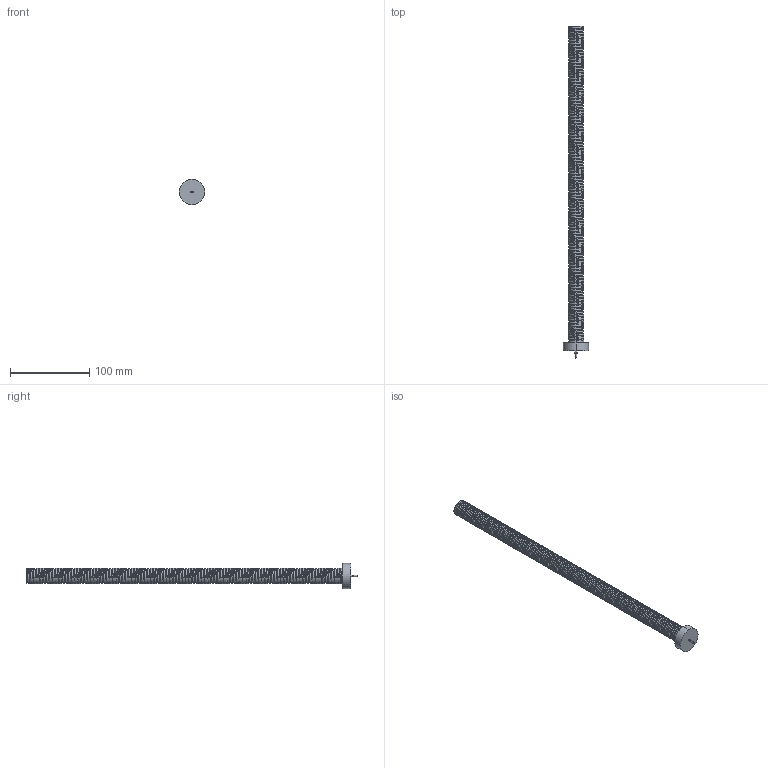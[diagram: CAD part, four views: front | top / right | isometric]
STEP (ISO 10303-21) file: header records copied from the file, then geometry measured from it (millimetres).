
FILE_DESCRIPTION (( 'STEP AP203' ), '1' );
FILE_NAME ('0.4m_screw_Default_sldprt.STEP', '2024-10-13T13:51:14', ( '' ), ( '' ), 'SwSTEP 2.0', 'SolidWorks 2024', '' );
FILE_SCHEMA (( 'CONFIG_CONTROL_DESIGN' ));
Length unit declared in the file: millimetre
Products named in the file (1): 0.4m_screw_Default_sldprt
Bounding box: 32 x 419 x 32 mm (x, y, z)
Volume: 123129.6 mm3; surface area: 35502.9 mm2
Topology: 1 solids, 1 shells, 225 faces, 658 edges, 438 vertices
Faces by surface type: cylinder 208, plane 14, bspline 3
Entity records: 26997 total; most frequent: CARTESIAN_POINT 22152, ORIENTED_EDGE 1316, DIRECTION 719, EDGE_CURVE 658, VERTEX_POINT 438, AXIS2_PLACEMENT_3D 244, LINE 231, VECTOR 231
